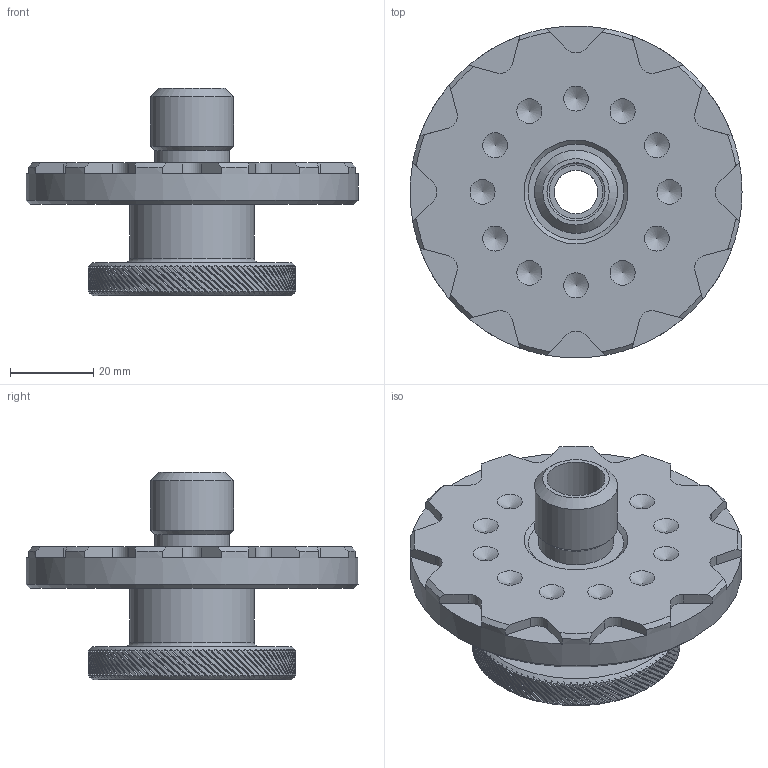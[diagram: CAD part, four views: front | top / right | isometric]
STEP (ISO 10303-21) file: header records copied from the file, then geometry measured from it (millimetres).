
FILE_DESCRIPTION(('STEP AP203'), '1');
FILE_NAME('08.11 蔫耜 镱溧栝', '', ('UNSPECIFIED'), ('UNSPECIFIED'), 'ASCON STEP Converter 1.6', 'ASCON Math Kernel', '');
FILE_SCHEMA(('CONFIG_CONTROL_DESIGN'));
Length unit declared in the file: millimetre
Products named in the file (1): 08.1125
Bounding box: 80 x 80 x 50 mm (x, y, z)
Volume: 72770.4 mm3; surface area: 21304.9 mm2
Topology: 1 solids, 1 shells, 596 faces, 1761 edges, 1171 vertices
Faces by surface type: bspline 400, cylinder 119, plane 44, cone 31, torus 2
Full cylindrical faces by diameter (mm): 10.5 x1, 14 x1, 18 x1, 20 x1, 30 x1, 80 x1
Entity records: 35332 total; most frequent: CARTESIAN_POINT 17754, ORIENTED_EDGE 3444, EDGE_CURVE 1722, DIRECTION 1382, VERTEX_POINT 1159, B_SPLINE_CURVE_WITH_KNOTS 1026, EDGE_LOOP 629, COLOUR_RGB 597
